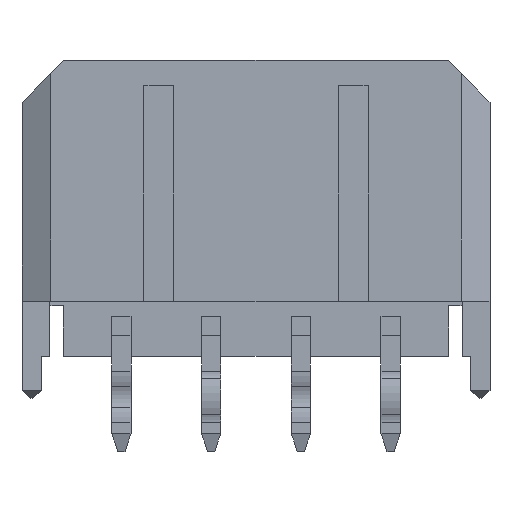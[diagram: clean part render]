
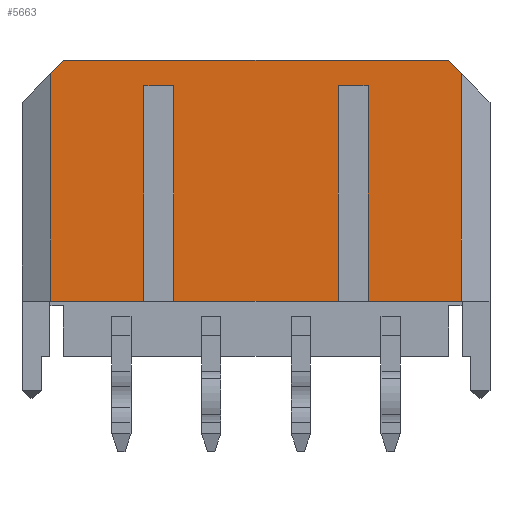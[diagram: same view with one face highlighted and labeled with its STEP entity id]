
A CAD part, front view. The second image highlights one B-rep face of the part: STEP entity #5663.
In plain terms, the highlighted planar face has unit normal (0, -1, 0).
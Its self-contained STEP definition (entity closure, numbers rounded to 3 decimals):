
#436=FACE_OUTER_BOUND('',#743,.T.);
#743=EDGE_LOOP('',(#4484,#4485,#4486,#4487,#4488,#4489,#4490,#4491,#4492,
#4493,#4494,#4495,#4496,#4497));
#970=LINE('',#7791,#1709);
#1390=LINE('',#8651,#2129);
#1393=LINE('',#8657,#2132);
#1394=LINE('',#8659,#2133);
#1395=LINE('',#8661,#2134);
#1396=LINE('',#8662,#2135);
#1397=LINE('',#8663,#2136);
#1398=LINE('',#8665,#2137);
#1399=LINE('',#8667,#2138);
#1400=LINE('',#8669,#2139);
#1401=LINE('',#8671,#2140);
#1402=LINE('',#8673,#2141);
#1403=LINE('',#8675,#2142);
#1404=LINE('',#8676,#2143);
#1709=VECTOR('',#6303,12.85);
#2129=VECTOR('',#7007,7.61);
#2132=VECTOR('',#7012,7.2);
#2133=VECTOR('',#7013,1.);
#2134=VECTOR('',#7014,7.2);
#2135=VECTOR('',#7015,3.115);
#2136=VECTOR('',#7016,0.622);
#2137=VECTOR('',#7017,0.622);
#2138=VECTOR('',#7018,7.61);
#2139=VECTOR('',#7019,3.115);
#2140=VECTOR('',#7020,7.2);
#2141=VECTOR('',#7021,1.);
#2142=VECTOR('',#7022,7.2);
#2143=VECTOR('',#7023,5.5);
#2445=VERTEX_POINT('',#7788);
#2446=VERTEX_POINT('',#7790);
#2743=VERTEX_POINT('',#8649);
#2744=VERTEX_POINT('',#8650);
#2745=VERTEX_POINT('',#8655);
#2746=VERTEX_POINT('',#8656);
#2747=VERTEX_POINT('',#8658);
#2748=VERTEX_POINT('',#8660);
#2749=VERTEX_POINT('',#8664);
#2750=VERTEX_POINT('',#8666);
#2751=VERTEX_POINT('',#8668);
#2752=VERTEX_POINT('',#8670);
#2753=VERTEX_POINT('',#8672);
#2754=VERTEX_POINT('',#8674);
#2958=EDGE_CURVE('',#2445,#2446,#970,.T.);
#3390=EDGE_CURVE('',#2743,#2744,#1390,.T.);
#3393=EDGE_CURVE('',#2745,#2746,#1393,.T.);
#3394=EDGE_CURVE('',#2747,#2746,#1394,.T.);
#3395=EDGE_CURVE('',#2748,#2747,#1395,.T.);
#3396=EDGE_CURVE('',#2744,#2748,#1396,.T.);
#3397=EDGE_CURVE('',#2743,#2446,#1397,.T.);
#3398=EDGE_CURVE('',#2445,#2749,#1398,.T.);
#3399=EDGE_CURVE('',#2750,#2749,#1399,.T.);
#3400=EDGE_CURVE('',#2751,#2750,#1400,.T.);
#3401=EDGE_CURVE('',#2751,#2752,#1401,.T.);
#3402=EDGE_CURVE('',#2753,#2752,#1402,.T.);
#3403=EDGE_CURVE('',#2754,#2753,#1403,.T.);
#3404=EDGE_CURVE('',#2745,#2754,#1404,.T.);
#4484=ORIENTED_EDGE('',*,*,#3393,.T.);
#4485=ORIENTED_EDGE('',*,*,#3394,.F.);
#4486=ORIENTED_EDGE('',*,*,#3395,.F.);
#4487=ORIENTED_EDGE('',*,*,#3396,.F.);
#4488=ORIENTED_EDGE('',*,*,#3390,.F.);
#4489=ORIENTED_EDGE('',*,*,#3397,.T.);
#4490=ORIENTED_EDGE('',*,*,#2958,.F.);
#4491=ORIENTED_EDGE('',*,*,#3398,.T.);
#4492=ORIENTED_EDGE('',*,*,#3399,.F.);
#4493=ORIENTED_EDGE('',*,*,#3400,.F.);
#4494=ORIENTED_EDGE('',*,*,#3401,.T.);
#4495=ORIENTED_EDGE('',*,*,#3402,.F.);
#4496=ORIENTED_EDGE('',*,*,#3403,.F.);
#4497=ORIENTED_EDGE('',*,*,#3404,.F.);
#5384=PLANE('',#6000);
#5663=ADVANCED_FACE('',(#436),#5384,.T.);
#6000=AXIS2_PLACEMENT_3D('',#8654,#7010,#7011);
#6303=DIRECTION('',(1.,0.,0.));
#7007=DIRECTION('',(0.,0.,-1.));
#7010=DIRECTION('center_axis',(0.,-1.,0.));
#7011=DIRECTION('ref_axis',(0.,0.,-1.));
#7012=DIRECTION('',(0.,0.,1.));
#7013=DIRECTION('',(-1.,0.,0.));
#7014=DIRECTION('',(0.,0.,1.));
#7015=DIRECTION('',(-1.,0.,0.));
#7016=DIRECTION('',(-0.707,0.,0.707));
#7017=DIRECTION('',(-0.707,0.,-0.707));
#7018=DIRECTION('',(0.,0.,1.));
#7019=DIRECTION('',(-1.,0.,0.));
#7020=DIRECTION('',(0.,0.,1.));
#7021=DIRECTION('',(-1.,0.,0.));
#7022=DIRECTION('',(0.,0.,1.));
#7023=DIRECTION('',(-1.,0.,0.));
#7788=CARTESIAN_POINT('',(-6.425,-1.93,4.95));
#7790=CARTESIAN_POINT('',(6.425,-1.93,4.95));
#7791=CARTESIAN_POINT('',(-6.425,-1.93,4.95));
#8649=CARTESIAN_POINT('',(6.865,-1.93,4.51));
#8650=CARTESIAN_POINT('',(6.865,-1.93,-3.1));
#8651=CARTESIAN_POINT('',(6.865,-1.93,4.51));
#8654=CARTESIAN_POINT('Origin',(-7.825,-1.93,4.95));
#8655=CARTESIAN_POINT('',(2.75,-1.93,-3.1));
#8656=CARTESIAN_POINT('',(2.75,-1.93,4.1));
#8657=CARTESIAN_POINT('',(2.75,-1.93,-3.1));
#8658=CARTESIAN_POINT('',(3.75,-1.93,4.1));
#8659=CARTESIAN_POINT('',(3.75,-1.93,4.1));
#8660=CARTESIAN_POINT('',(3.75,-1.93,-3.1));
#8661=CARTESIAN_POINT('',(3.75,-1.93,-3.1));
#8662=CARTESIAN_POINT('',(6.865,-1.93,-3.1));
#8663=CARTESIAN_POINT('',(6.865,-1.93,4.51));
#8664=CARTESIAN_POINT('',(-6.865,-1.93,4.51));
#8665=CARTESIAN_POINT('',(-6.425,-1.93,4.95));
#8666=CARTESIAN_POINT('',(-6.865,-1.93,-3.1));
#8667=CARTESIAN_POINT('',(-6.865,-1.93,-3.1));
#8668=CARTESIAN_POINT('',(-3.75,-1.93,-3.1));
#8669=CARTESIAN_POINT('',(-3.75,-1.93,-3.1));
#8670=CARTESIAN_POINT('',(-3.75,-1.93,4.1));
#8671=CARTESIAN_POINT('',(-3.75,-1.93,-3.1));
#8672=CARTESIAN_POINT('',(-2.75,-1.93,4.1));
#8673=CARTESIAN_POINT('',(-2.75,-1.93,4.1));
#8674=CARTESIAN_POINT('',(-2.75,-1.93,-3.1));
#8675=CARTESIAN_POINT('',(-2.75,-1.93,-3.1));
#8676=CARTESIAN_POINT('',(2.75,-1.93,-3.1));
